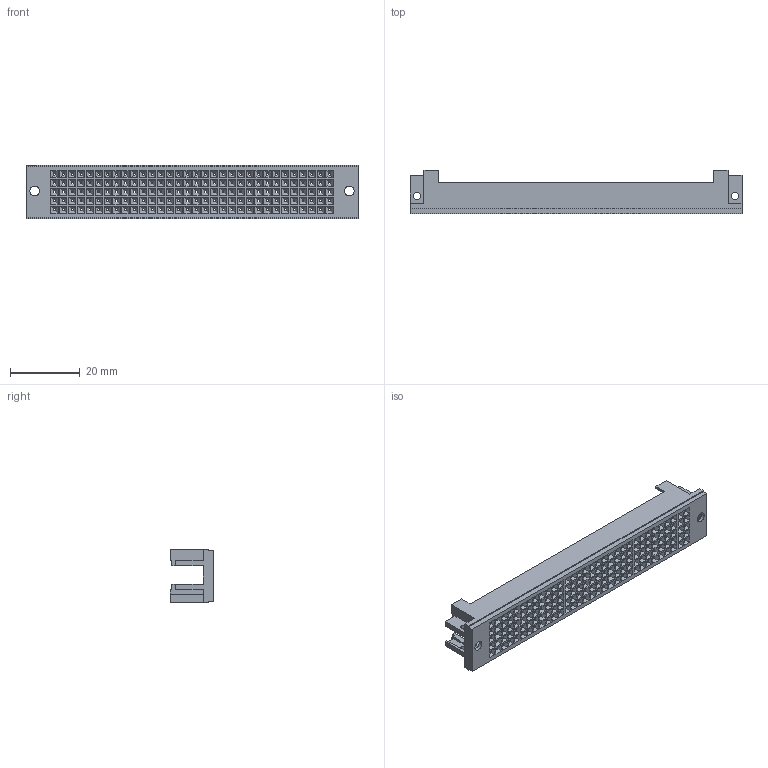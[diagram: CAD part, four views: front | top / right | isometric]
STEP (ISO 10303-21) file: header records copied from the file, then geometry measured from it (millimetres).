
FILE_DESCRIPTION(/* description */ (''),/* implementation_level */ '2;1');
FILE_NAME(/* name */ '100070209ugm000_c.stp',/* time_stamp */ '2016-12-07T08:23:50+01:00',/* author */ (''),/* organization */ (''),/* preprocessor_version */ 'ST-DEVELOPER v16',/* originating_system */ 'SIEMENS PLM Software NX 10.0',/* authorisation */ '');
FILE_SCHEMA (('AUTOMOTIVE_DESIGN { 1 0 10303 214 3 1 1 1 }'));
Length unit declared in the file: millimetre
Products named in the file (1): 100070209ugm000_c
Bounding box: 95 x 12.5 x 15.4 mm (x, y, z)
Volume: 4929.5 mm3; surface area: 7487.4 mm2
Topology: 1 solids, 1 shells, 892 faces, 2676 edges, 1787 vertices
Faces by surface type: plane 722, cylinder 170
Full cylindrical faces by diameter (mm): 0.7 x160, 2.1 x4, 2.8 x2
Entity records: 30259 total; most frequent: DIRECTION 5262, CARTESIAN_POINT 5202, ORIENTED_EDGE 5008, EDGE_CURVE 2504, AXIS2_PLACEMENT_3D 1869, VERTEX_POINT 1780, LINE 1524, VECTOR 1524
